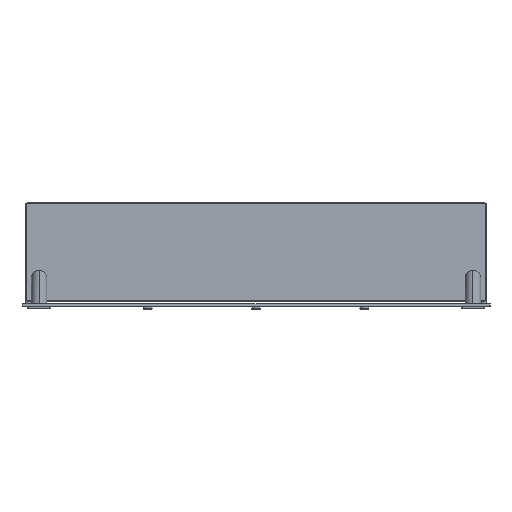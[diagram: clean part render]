
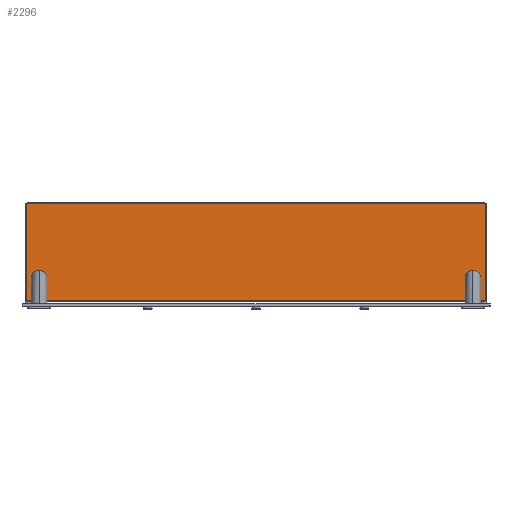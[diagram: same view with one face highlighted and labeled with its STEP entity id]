
A CAD part, front view. The second image highlights one B-rep face of the part: STEP entity #2296.
In plain terms, the highlighted planar face has unit normal (0, -1, 0).
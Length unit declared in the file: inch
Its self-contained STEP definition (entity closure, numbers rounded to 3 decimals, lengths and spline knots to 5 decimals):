
#135=DIRECTION('',(0.,0.,-1.));
#136=VECTOR('',#135,4.92);
#137=CARTESIAN_POINT('',(11.649,-0.06235,5.1971));
#138=LINE('',#137,#136);
#139=DIRECTION('',(-1.,0.,0.));
#140=VECTOR('',#139,23.298);
#141=CARTESIAN_POINT('',(11.649,-0.06235,0.2771));
#142=LINE('',#141,#140);
#143=DIRECTION('',(0.,0.,-1.));
#144=VECTOR('',#143,4.92);
#145=CARTESIAN_POINT('',(-11.649,-0.06235,5.1971));
#146=LINE('',#145,#144);
#147=DIRECTION('',(1.,0.,0.));
#148=VECTOR('',#147,23.298);
#149=CARTESIAN_POINT('',(-11.649,-0.06235,5.1971));
#150=LINE('',#149,#148);
#215=CARTESIAN_POINT('',(11.,-0.06235,1.4181));
#216=DIRECTION('',(0.,1.,0.));
#217=DIRECTION('',(0.,0.,1.));
#218=AXIS2_PLACEMENT_3D('',#215,#216,#217);
#1344=CARTESIAN_POINT('',(11.,-0.06235,1.4181));
#1345=DIRECTION('',(0.,1.,0.));
#1346=DIRECTION('',(0.,0.,-1.));
#1347=AXIS2_PLACEMENT_3D('',#1344,#1345,#1346);
#1433=CARTESIAN_POINT('',(-11.,-0.06235,1.4181));
#1434=DIRECTION('',(0.,1.,0.));
#1435=DIRECTION('',(0.,0.,-1.));
#1436=AXIS2_PLACEMENT_3D('',#1433,#1434,#1435);
#1514=CARTESIAN_POINT('',(-11.,-0.06235,1.4181));
#1515=DIRECTION('',(0.,1.,0.));
#1516=DIRECTION('',(0.,0.,1.));
#1517=AXIS2_PLACEMENT_3D('',#1514,#1515,#1516);
#1868=CARTESIAN_POINT('',(11.649,-0.06235,5.1971));
#1869=VERTEX_POINT('',#1868);
#1870=CARTESIAN_POINT('',(11.649,-0.06235,0.2771));
#1871=VERTEX_POINT('',#1870);
#1874=CARTESIAN_POINT('',(-11.649,-0.06235,5.1971));
#1875=VERTEX_POINT('',#1874);
#1880=CARTESIAN_POINT('',(-11.649,-0.06235,0.2771));
#1881=VERTEX_POINT('',#1880);
#1882=CARTESIAN_POINT('',(11.,-0.06235,1.8116));
#1883=CARTESIAN_POINT('',(11.,-0.06235,1.0246));
#1884=VERTEX_POINT('',#1882);
#1885=VERTEX_POINT('',#1883);
#1886=CARTESIAN_POINT('',(-11.,-0.06235,1.8116));
#1887=CARTESIAN_POINT('',(-11.,-0.06235,1.0246));
#1888=VERTEX_POINT('',#1886);
#1889=VERTEX_POINT('',#1887);
#2270=CARTESIAN_POINT('',(-11.689,-0.06235,0.2371));
#2271=DIRECTION('',(0.,-1.,0.));
#2272=DIRECTION('',(1.,0.,0.));
#2273=AXIS2_PLACEMENT_3D('',#2270,#2271,#2272);
#2274=PLANE('',#2273);
#2276=ORIENTED_EDGE('',*,*,#2275,.T.);
#2278=ORIENTED_EDGE('',*,*,#2277,.T.);
#2280=ORIENTED_EDGE('',*,*,#2279,.F.);
#2281=ORIENTED_EDGE('',*,*,#2263,.T.);
#2282=EDGE_LOOP('',(#2276,#2278,#2280,#2281));
#2283=FACE_OUTER_BOUND('',#2282,.F.);
#2285=ORIENTED_EDGE('',*,*,#2284,.F.);
#2287=ORIENTED_EDGE('',*,*,#2286,.F.);
#2288=EDGE_LOOP('',(#2285,#2287));
#2289=FACE_BOUND('',#2288,.F.);
#2291=ORIENTED_EDGE('',*,*,#2290,.F.);
#2293=ORIENTED_EDGE('',*,*,#2292,.F.);
#2294=EDGE_LOOP('',(#2291,#2293));
#2295=FACE_BOUND('',#2294,.F.);
#2296=ADVANCED_FACE('',(#2283,#2289,#2295),#2274,.T.);
#219=CIRCLE('',#218,0.3935);
#1348=CIRCLE('',#1347,0.3935);
#1437=CIRCLE('',#1436,0.3935);
#1518=CIRCLE('',#1517,0.3935);
#2263=EDGE_CURVE('',#1875,#1869,#150,.T.);
#2275=EDGE_CURVE('',#1869,#1871,#138,.T.);
#2277=EDGE_CURVE('',#1871,#1881,#142,.T.);
#2279=EDGE_CURVE('',#1875,#1881,#146,.T.);
#2284=EDGE_CURVE('',#1884,#1885,#219,.T.);
#2286=EDGE_CURVE('',#1885,#1884,#1348,.T.);
#2290=EDGE_CURVE('',#1888,#1889,#1518,.T.);
#2292=EDGE_CURVE('',#1889,#1888,#1437,.T.);
